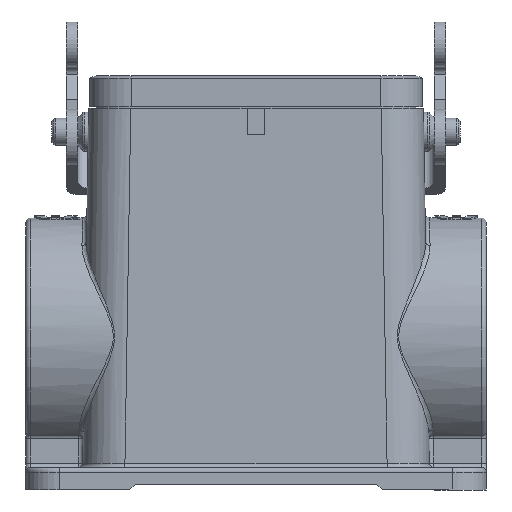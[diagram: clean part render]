
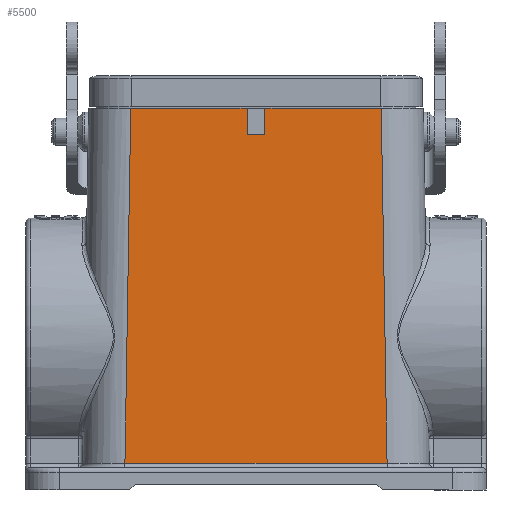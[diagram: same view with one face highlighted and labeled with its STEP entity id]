
A CAD part, front view. The second image highlights one B-rep face of the part: STEP entity #5500.
In plain terms, the highlighted planar face has unit normal (0, -1, 0.009).
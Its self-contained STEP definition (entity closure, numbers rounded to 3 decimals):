
#4724=CARTESIAN_POINT('',(-22.3,-21.5,5.7));
#4725=VERTEX_POINT('',#4724);
#4726=CARTESIAN_POINT('',(-1.6,-21.5,5.7));
#4727=VERTEX_POINT('',#4726);
#4728=CARTESIAN_POINT('',(-22.3,-21.5,5.7));
#4729=DIRECTION('',(1.0,0.0,0.0));
#4730=VECTOR('',#4729,20.7);
#4731=LINE('',#4728,#4730);
#4732=EDGE_CURVE('',#4725,#4727,#4731,.T.);
#4750=CARTESIAN_POINT('',(1.6,-21.5,5.7));
#4751=VERTEX_POINT('',#4750);
#4758=CARTESIAN_POINT('',(22.3,-21.5,5.7));
#4759=VERTEX_POINT('',#4758);
#4760=CARTESIAN_POINT('',(1.6,-21.5,5.7));
#4761=DIRECTION('',(1.0,0.0,0.0));
#4762=VECTOR('',#4761,20.7);
#4763=LINE('',#4760,#4762);
#4764=EDGE_CURVE('',#4751,#4759,#4763,.T.);
#5447=CARTESIAN_POINT('',(0.0,-22.075,-58.25));
#5448=DIRECTION('',(0.0,-1.,0.009));
#5449=DIRECTION('',(0.0,-0.009,-1.));
#5450=AXIS2_PLACEMENT_3D('',#5447,#5448,#5449);
#5451=PLANE('',#5450);
#5452=CARTESIAN_POINT('',(-1.6,-21.542,1.012));
#5453=VERTEX_POINT('',#5452);
#5454=CARTESIAN_POINT('',(-1.6,-21.5,5.7));
#5455=DIRECTION('',(0.0,-0.009,-1.));
#5456=VECTOR('',#5455,4.689);
#5457=LINE('',#5454,#5456);
#5458=EDGE_CURVE('',#4727,#5453,#5457,.T.);
#5459=ORIENTED_EDGE('',*,*,#5458,.F.);
#5460=ORIENTED_EDGE('',*,*,#4732,.F.);
#5461=CARTESIAN_POINT('',(-23.337,-22.068,-57.457));
#5462=VERTEX_POINT('',#5461);
#5463=CARTESIAN_POINT('',(-22.3,-21.5,5.7));
#5464=DIRECTION('',(-0.016,-0.009,-1.));
#5465=VECTOR('',#5464,63.168);
#5466=LINE('',#5463,#5465);
#5467=EDGE_CURVE('',#4725,#5462,#5466,.T.);
#5468=ORIENTED_EDGE('',*,*,#5467,.T.);
#5469=CARTESIAN_POINT('',(23.337,-22.068,-57.457));
#5470=VERTEX_POINT('',#5469);
#5471=CARTESIAN_POINT('',(-23.337,-22.068,-57.457));
#5472=DIRECTION('',(1.0,0.0,0.0));
#5473=VECTOR('',#5472,46.674);
#5474=LINE('',#5471,#5473);
#5475=EDGE_CURVE('',#5462,#5470,#5474,.T.);
#5476=ORIENTED_EDGE('',*,*,#5475,.T.);
#5477=CARTESIAN_POINT('',(23.337,-22.068,-57.457));
#5478=DIRECTION('',(-0.016,0.009,1.));
#5479=VECTOR('',#5478,63.168);
#5480=LINE('',#5477,#5479);
#5481=EDGE_CURVE('',#5470,#4759,#5480,.T.);
#5482=ORIENTED_EDGE('',*,*,#5481,.T.);
#5483=ORIENTED_EDGE('',*,*,#4764,.F.);
#5484=CARTESIAN_POINT('',(1.6,-21.542,1.012));
#5485=VERTEX_POINT('',#5484);
#5486=CARTESIAN_POINT('',(1.6,-21.542,1.012));
#5487=DIRECTION('',(0.,0.009,1.));
#5488=VECTOR('',#5487,4.689);
#5489=LINE('',#5486,#5488);
#5490=EDGE_CURVE('',#5485,#4751,#5489,.T.);
#5491=ORIENTED_EDGE('',*,*,#5490,.F.);
#5492=CARTESIAN_POINT('',(-1.6,-21.542,1.012));
#5493=DIRECTION('',(1.0,0.0,0.0));
#5494=VECTOR('',#5493,3.2);
#5495=LINE('',#5492,#5494);
#5496=EDGE_CURVE('',#5453,#5485,#5495,.T.);
#5497=ORIENTED_EDGE('',*,*,#5496,.F.);
#5498=EDGE_LOOP('',(#5459,#5460,#5468,#5476,#5482,#5483,#5491,#5497));
#5499=FACE_OUTER_BOUND('',#5498,.T.);
#5500=ADVANCED_FACE('',(#5499),#5451,.T.);
